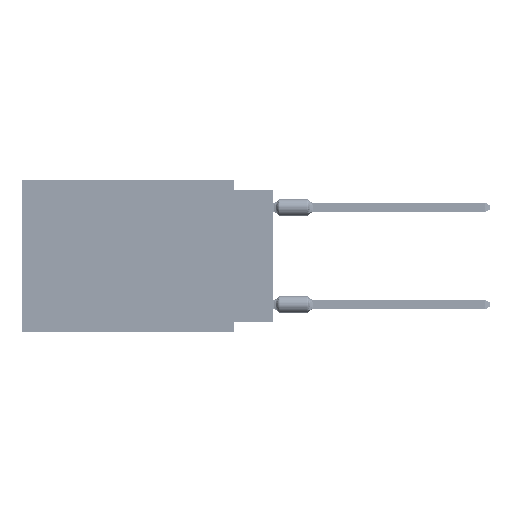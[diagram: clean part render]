
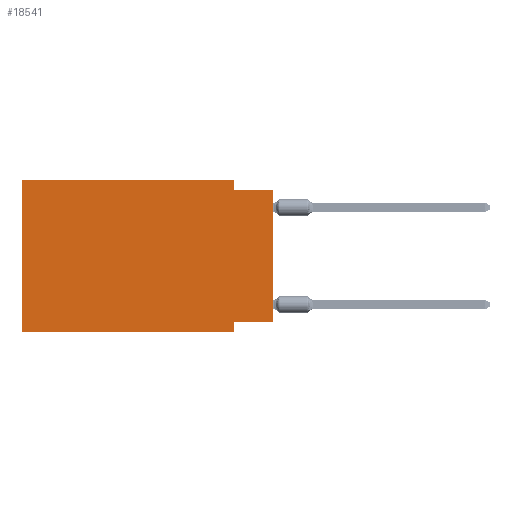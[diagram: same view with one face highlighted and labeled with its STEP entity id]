
A CAD part, left-side view. The second image highlights one B-rep face of the part: STEP entity #18541.
In plain terms, the highlighted planar face has unit normal (-1, 0, 0).
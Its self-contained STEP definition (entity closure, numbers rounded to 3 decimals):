
#71 = CARTESIAN_POINT ( 'NONE',  ( 0., 0., -0.635 ) ) ;
#1968 = VERTEX_POINT ( 'NONE', #2772 ) ;
#2772 = CARTESIAN_POINT ( 'NONE',  ( 0., 2.54, -9.906 ) ) ;
#3593 = CARTESIAN_POINT ( 'NONE',  ( 0., 2.54, 0. ) ) ;
#3765 = CARTESIAN_POINT ( 'NONE',  ( 0., 0., 0. ) ) ;
#5705 = CARTESIAN_POINT ( 'NONE',  ( 0., 2.54, -0.635 ) ) ;
#5874 = VECTOR ( 'NONE', #45068, 1000. ) ;
#9139 = DIRECTION ( 'NONE',  ( 1., 0., 0. ) ) ;
#10057 = VERTEX_POINT ( 'NONE', #5705 ) ;
#12362 = EDGE_CURVE ( 'NONE', #10057, #33207, #51670, .T. ) ;
#15239 = VERTEX_POINT ( 'NONE', #34129 ) ;
#15261 = VERTEX_POINT ( 'NONE', #22563 ) ;
#16003 = EDGE_CURVE ( 'NONE', #52681, #10057, #23478, .T. ) ;
#16977 = AXIS2_PLACEMENT_3D ( 'NONE', #40512, #9139, #33916 ) ;
#18541 = ADVANCED_FACE ( 'NONE', ( #21527 ), #47546, .F. ) ;
#19226 = VECTOR ( 'NONE', #47467, 1000. ) ;
#21527 = FACE_OUTER_BOUND ( 'NONE', #31316, .T. ) ;
#22563 = CARTESIAN_POINT ( 'NONE',  ( 0., 0., -9.271 ) ) ;
#23478 = LINE ( 'NONE', #71842, #19226 ) ;
#23985 = DIRECTION ( 'NONE',  ( 0., 0., -1. ) ) ;
#28558 = DIRECTION ( 'NONE',  ( 0., 0., 1. ) ) ;
#30351 = ORIENTED_EDGE ( 'NONE', *, *, #45388, .F. ) ;
#31228 = LINE ( 'NONE', #43198, #46765 ) ;
#31316 = EDGE_LOOP ( 'NONE', ( #72530, #44600, #56656, #60543, #55289, #65430, #30351, #37595 ) ) ;
#31629 = DIRECTION ( 'NONE',  ( 0., 1., 0. ) ) ;
#33207 = VERTEX_POINT ( 'NONE', #60100 ) ;
#33916 = DIRECTION ( 'NONE',  ( 0., 0., -1. ) ) ;
#34129 = CARTESIAN_POINT ( 'NONE',  ( 0., 16.383, -9.906 ) ) ;
#35225 = VERTEX_POINT ( 'NONE', #57883 ) ;
#35259 = VECTOR ( 'NONE', #23985, 1000. ) ;
#35539 = LINE ( 'NONE', #3765, #41693 ) ;
#36178 = DIRECTION ( 'NONE',  ( 0., -1., 0. ) ) ;
#37175 = LINE ( 'NONE', #49581, #35259 ) ;
#37595 = ORIENTED_EDGE ( 'NONE', *, *, #74352, .F. ) ;
#39301 = EDGE_CURVE ( 'NONE', #15239, #45522, #55325, .T. ) ;
#40512 = CARTESIAN_POINT ( 'NONE',  ( 0., 16.383, 0. ) ) ;
#41693 = VECTOR ( 'NONE', #28558, 1000. ) ;
#42109 = CARTESIAN_POINT ( 'NONE',  ( 0., 16.383, 0. ) ) ;
#43198 = CARTESIAN_POINT ( 'NONE',  ( 0., 0., -9.271 ) ) ;
#43978 = EDGE_CURVE ( 'NONE', #15261, #33207, #35539, .T. ) ;
#44600 = ORIENTED_EDGE ( 'NONE', *, *, #12362, .F. ) ;
#45050 = LINE ( 'NONE', #69023, #60272 ) ;
#45068 = DIRECTION ( 'NONE',  ( 0., -1., 0. ) ) ;
#45388 = EDGE_CURVE ( 'NONE', #35225, #1968, #37175, .T. ) ;
#45522 = VERTEX_POINT ( 'NONE', #77234 ) ;
#46765 = VECTOR ( 'NONE', #31629, 1000. ) ;
#47467 = DIRECTION ( 'NONE',  ( 0., 0., -1. ) ) ;
#47546 = PLANE ( 'NONE',  #16977 ) ;
#49581 = CARTESIAN_POINT ( 'NONE',  ( 0., 2.54, -9.906 ) ) ;
#50921 = LINE ( 'NONE', #63726, #78093 ) ;
#51670 = LINE ( 'NONE', #71, #5874 ) ;
#52681 = VERTEX_POINT ( 'NONE', #3593 ) ;
#54501 = DIRECTION ( 'NONE',  ( 0., 0., 1. ) ) ;
#55289 = ORIENTED_EDGE ( 'NONE', *, *, #39301, .F. ) ;
#55325 = LINE ( 'NONE', #42109, #55764 ) ;
#55764 = VECTOR ( 'NONE', #54501, 1000. ) ;
#56656 = ORIENTED_EDGE ( 'NONE', *, *, #16003, .F. ) ;
#57883 = CARTESIAN_POINT ( 'NONE',  ( 0., 2.54, -9.271 ) ) ;
#60100 = CARTESIAN_POINT ( 'NONE',  ( 0., 0., -0.635 ) ) ;
#60272 = VECTOR ( 'NONE', #62827, 1000. ) ;
#60543 = ORIENTED_EDGE ( 'NONE', *, *, #78411, .F. ) ;
#62827 = DIRECTION ( 'NONE',  ( 0., -1., 0. ) ) ;
#63726 = CARTESIAN_POINT ( 'NONE',  ( 0., 16.383, -9.906 ) ) ;
#65430 = ORIENTED_EDGE ( 'NONE', *, *, #71526, .T. ) ;
#69023 = CARTESIAN_POINT ( 'NONE',  ( 0., 16.383, 0. ) ) ;
#71526 = EDGE_CURVE ( 'NONE', #15239, #1968, #50921, .T. ) ;
#71842 = CARTESIAN_POINT ( 'NONE',  ( 0., 2.54, 0. ) ) ;
#72530 = ORIENTED_EDGE ( 'NONE', *, *, #43978, .T. ) ;
#74352 = EDGE_CURVE ( 'NONE', #15261, #35225, #31228, .T. ) ;
#77234 = CARTESIAN_POINT ( 'NONE',  ( 0., 16.383, 0. ) ) ;
#78093 = VECTOR ( 'NONE', #36178, 1000. ) ;
#78411 = EDGE_CURVE ( 'NONE', #45522, #52681, #45050, .T. ) ;
